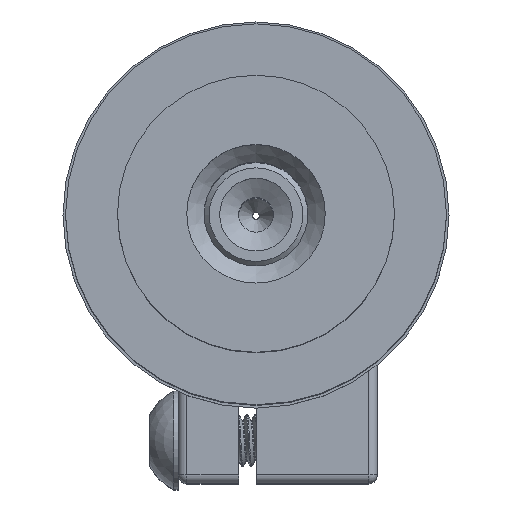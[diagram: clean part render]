
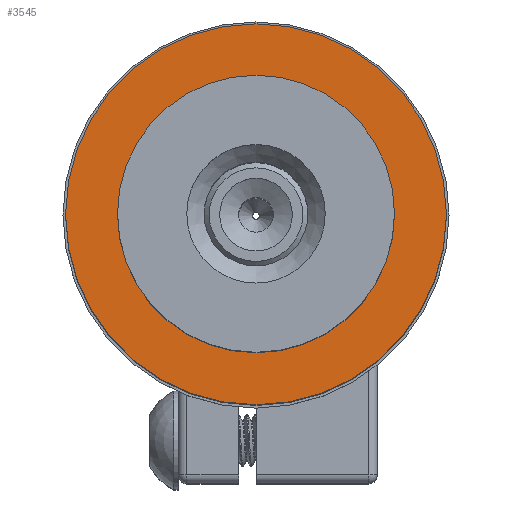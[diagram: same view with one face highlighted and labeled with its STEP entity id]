
A CAD part, top view. The second image highlights one B-rep face of the part: STEP entity #3545.
In plain terms, the highlighted planar face has unit normal (0, 0, 1).
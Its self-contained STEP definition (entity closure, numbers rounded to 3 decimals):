
#231=FACE_BOUND('',#855,.T.);
#293=PLANE('',#4003);
#573=FACE_OUTER_BOUND('',#854,.T.);
#854=EDGE_LOOP('',(#2923));
#855=EDGE_LOOP('',(#2924));
#1515=CIRCLE('',#4002,11.);
#1516=CIRCLE('',#4004,5.3);
#1735=VERTEX_POINT('',#5902);
#1736=VERTEX_POINT('',#5906);
#2149=EDGE_CURVE('',#1735,#1735,#1515,.T.);
#2151=EDGE_CURVE('',#1736,#1736,#1516,.T.);
#2923=ORIENTED_EDGE('',*,*,#2149,.T.);
#2924=ORIENTED_EDGE('',*,*,#2151,.F.);
#3545=ADVANCED_FACE('',(#573,#231),#293,.T.);
#4002=AXIS2_PLACEMENT_3D('',#5903,#4853,#4854);
#4003=AXIS2_PLACEMENT_3D('',#5905,#4856,#4857);
#4004=AXIS2_PLACEMENT_3D('',#5907,#4858,#4859);
#4853=DIRECTION('center_axis',(0.,0.,1.));
#4854=DIRECTION('ref_axis',(1.,0.,0.));
#4856=DIRECTION('center_axis',(0.,0.,1.));
#4857=DIRECTION('ref_axis',(1.,0.,0.));
#4858=DIRECTION('center_axis',(0.,0.,1.));
#4859=DIRECTION('ref_axis',(1.,0.,0.));
#5902=CARTESIAN_POINT('',(0.,11.,52.1));
#5903=CARTESIAN_POINT('Origin',(0.,0.,52.1));
#5905=CARTESIAN_POINT('Origin',(0.,-5.3,52.1));
#5906=CARTESIAN_POINT('',(0.,5.3,52.1));
#5907=CARTESIAN_POINT('Origin',(0.,0.,52.1));
